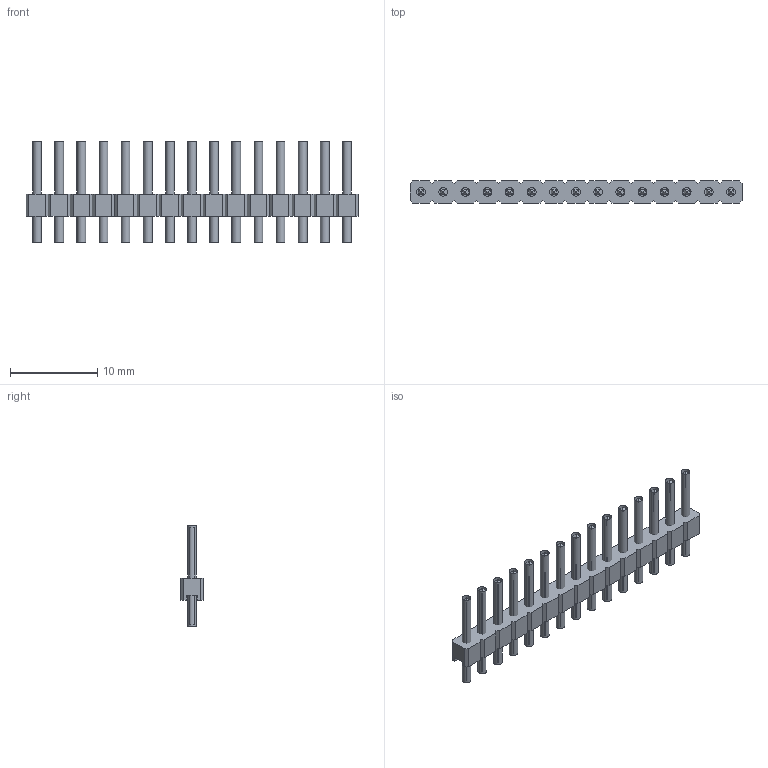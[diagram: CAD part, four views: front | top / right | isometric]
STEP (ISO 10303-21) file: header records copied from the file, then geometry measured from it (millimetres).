
FILE_DESCRIPTION(/* description */ ('-'),/* implementation_level */ '2;1');
FILE_NAME(/* name */ 'Stiftleiste, RM 2,54 mm - 6-3 mm, gerade - 1 x 15 - schwarz',/* time_stamp */ '2022-04-18T13:44:13+02:00',/* author */ ('c.wilms'),/* organization */ ('-'),/* preprocessor_version */ 'ST-DEVELOPER v16.7',/* originating_system */ 'Solid Edge',/* authorisation */ 'Unknown');
FILE_SCHEMA (('AUTOMOTIVE_DESIGN {1 0 10303 214 3 1 1}'));
Length unit declared in the file: millimetre
Products named in the file (3): Stiftleiste, RM 2,54 mm - 6-3 mm, gerade - 1 x 15 - schwarz; Stiftleiste, RM 2,54 mm - Träger - 1 x 15 - schwarz; Stiftleiste, RM 2,54 mm - Stift -  6-3 mm, gerade
Assembly tree (16 placements, depth 2):
  Stiftleiste, RM 2,54 mm - 6-3 mm, gerade - 1 x 15 - schwarz
    Stiftleiste, RM 2,54 mm - Träger - 1 x 15 - schwarz
    Stiftleiste, RM 2,54 mm - Stift -  6-3 mm, gerade  x15
Bounding box: 38.1 x 2.54 x 11.54 mm (x, y, z)
Volume: 270.3 mm3; surface area: 1481.8 mm2
Topology: 16 solids, 31 shells, 503 faces, 1413 edges, 942 vertices
Faces by surface type: plane 368, cylinder 135
Full cylindrical faces by diameter (mm): 1 x15
Entity records: 8124 total; most frequent: CARTESIAN_POINT 1418, ORIENTED_EDGE 1394, DIRECTION 1344, EDGE_CURVE 698, LINE 560, VECTOR 560, VERTEX_POINT 466, AXIS2_PLACEMENT_3D 392
